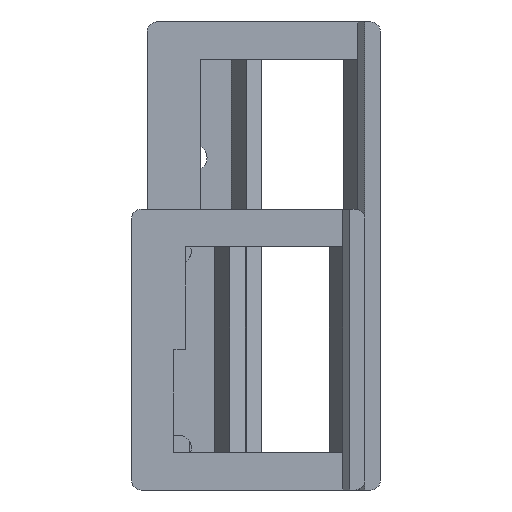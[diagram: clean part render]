
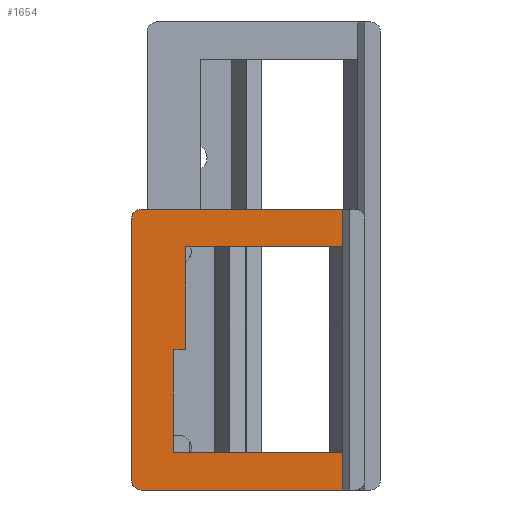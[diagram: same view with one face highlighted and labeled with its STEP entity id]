
A CAD part, left-side view. The second image highlights one B-rep face of the part: STEP entity #1654.
In plain terms, the highlighted planar face has unit normal (-1, 0, 0).
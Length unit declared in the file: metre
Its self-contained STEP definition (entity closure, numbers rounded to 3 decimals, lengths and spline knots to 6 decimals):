
#52=CIRCLE('',#1776,0.002);
#53=CIRCLE('',#1777,0.002);
#158=ORIENTED_EDGE('',*,*,#598,.T.);
#159=ORIENTED_EDGE('',*,*,#633,.T.);
#160=ORIENTED_EDGE('',*,*,#634,.T.);
#161=ORIENTED_EDGE('',*,*,#635,.F.);
#162=ORIENTED_EDGE('',*,*,#636,.T.);
#163=ORIENTED_EDGE('',*,*,#632,.T.);
#164=ORIENTED_EDGE('',*,*,#629,.T.);
#165=ORIENTED_EDGE('',*,*,#637,.T.);
#166=ORIENTED_EDGE('',*,*,#638,.T.);
#167=ORIENTED_EDGE('',*,*,#639,.F.);
#168=ORIENTED_EDGE('',*,*,#640,.F.);
#169=ORIENTED_EDGE('',*,*,#641,.T.);
#598=EDGE_CURVE('',#839,#838,#986,.T.);
#629=EDGE_CURVE('',#863,#865,#1017,.T.);
#632=EDGE_CURVE('',#867,#863,#1020,.T.);
#633=EDGE_CURVE('',#838,#868,#52,.F.);
#634=EDGE_CURVE('',#868,#869,#1021,.T.);
#635=EDGE_CURVE('',#870,#869,#1022,.T.);
#636=EDGE_CURVE('',#870,#867,#1023,.T.);
#637=EDGE_CURVE('',#865,#871,#1024,.T.);
#638=EDGE_CURVE('',#871,#872,#1025,.T.);
#639=EDGE_CURVE('',#873,#872,#1026,.T.);
#640=EDGE_CURVE('',#874,#873,#1027,.T.);
#641=EDGE_CURVE('',#874,#839,#53,.F.);
#838=VERTEX_POINT('',#2435);
#839=VERTEX_POINT('',#2437);
#863=VERTEX_POINT('',#2494);
#865=VERTEX_POINT('',#2498);
#867=VERTEX_POINT('',#2503);
#868=VERTEX_POINT('',#2508);
#869=VERTEX_POINT('',#2510);
#870=VERTEX_POINT('',#2512);
#871=VERTEX_POINT('',#2515);
#872=VERTEX_POINT('',#2517);
#873=VERTEX_POINT('',#2519);
#874=VERTEX_POINT('',#2521);
#986=LINE('',#2436,#1174);
#1017=LINE('',#2499,#1205);
#1020=LINE('',#2505,#1208);
#1021=LINE('',#2509,#1209);
#1022=LINE('',#2511,#1210);
#1023=LINE('',#2513,#1211);
#1024=LINE('',#2514,#1212);
#1025=LINE('',#2516,#1213);
#1026=LINE('',#2518,#1214);
#1027=LINE('',#2520,#1215);
#1174=VECTOR('',#1936,1.);
#1205=VECTOR('',#1977,1.);
#1208=VECTOR('',#1982,1.);
#1209=VECTOR('',#1987,1.);
#1210=VECTOR('',#1988,1.);
#1211=VECTOR('',#1989,1.);
#1212=VECTOR('',#1990,1.);
#1213=VECTOR('',#1991,1.);
#1214=VECTOR('',#1992,1.);
#1215=VECTOR('',#1993,1.);
#1360=EDGE_LOOP('',(#158,#159,#160,#161,#162,#163,#164,#165,#166,#167,#168,
#169));
#1480=FACE_BOUND('',#1360,.T.);
#1596=PLANE('',#1775);
#1654=ADVANCED_FACE('',(#1480),#1596,.F.);
#1775=AXIS2_PLACEMENT_3D('',#2506,#1983,#1984);
#1776=AXIS2_PLACEMENT_3D('',#2507,#1985,#1986);
#1777=AXIS2_PLACEMENT_3D('',#2522,#1994,#1995);
#1936=DIRECTION('',(0.,0.,-1.));
#1977=DIRECTION('',(0.,-1.,0.));
#1982=DIRECTION('',(0.,0.,1.));
#1983=DIRECTION('',(1.,0.,0.));
#1984=DIRECTION('',(0.,0.,-1.));
#1985=DIRECTION('',(1.,0.,0.));
#1986=DIRECTION('',(0.,0.,-1.));
#1987=DIRECTION('',(0.,-1.,0.));
#1988=DIRECTION('',(0.,0.,-1.));
#1989=DIRECTION('',(0.,1.,0.));
#1990=DIRECTION('',(0.,0.,1.));
#1991=DIRECTION('',(0.,-1.,0.));
#1992=DIRECTION('',(0.,0.,-1.));
#1993=DIRECTION('',(0.,-1.,0.));
#1994=DIRECTION('',(1.,0.,0.));
#1995=DIRECTION('',(0.,0.,-1.));
#2435=CARTESIAN_POINT('',(-0.109115,0.042709,0.002));
#2436=CARTESIAN_POINT('',(-0.109115,0.042709,0.06));
#2437=CARTESIAN_POINT('',(-0.109115,0.042709,0.058));
#2494=CARTESIAN_POINT('',(-0.109115,0.033709,0.03));
#2498=CARTESIAN_POINT('',(-0.109115,0.031209,0.03));
#2499=CARTESIAN_POINT('',(-0.109115,0.032459,0.03));
#2503=CARTESIAN_POINT('',(-0.109115,0.033709,0.008));
#2505=CARTESIAN_POINT('',(-0.109115,0.033709,0.019));
#2506=CARTESIAN_POINT('',(-0.109115,0.020181,0.06));
#2507=CARTESIAN_POINT('',(-0.109115,0.040709,0.002));
#2508=CARTESIAN_POINT('',(-0.109115,0.040709,0.));
#2509=CARTESIAN_POINT('',(-0.109115,0.020181,0.));
#2510=CARTESIAN_POINT('',(-0.109115,-0.002348,0.));
#2511=CARTESIAN_POINT('',(-0.109115,-0.002348,0.06));
#2512=CARTESIAN_POINT('',(-0.109115,-0.002348,0.008));
#2513=CARTESIAN_POINT('',(-0.109115,0.015681,0.008));
#2514=CARTESIAN_POINT('',(-0.109115,0.031209,0.041));
#2515=CARTESIAN_POINT('',(-0.109115,0.031209,0.052));
#2516=CARTESIAN_POINT('',(-0.109115,0.014431,0.052));
#2517=CARTESIAN_POINT('',(-0.109115,-0.002348,0.052));
#2518=CARTESIAN_POINT('',(-0.109115,-0.002348,0.06));
#2519=CARTESIAN_POINT('',(-0.109115,-0.002348,0.06));
#2520=CARTESIAN_POINT('',(-0.109115,0.020181,0.06));
#2521=CARTESIAN_POINT('',(-0.109115,0.040709,0.06));
#2522=CARTESIAN_POINT('',(-0.109115,0.040709,0.058));
